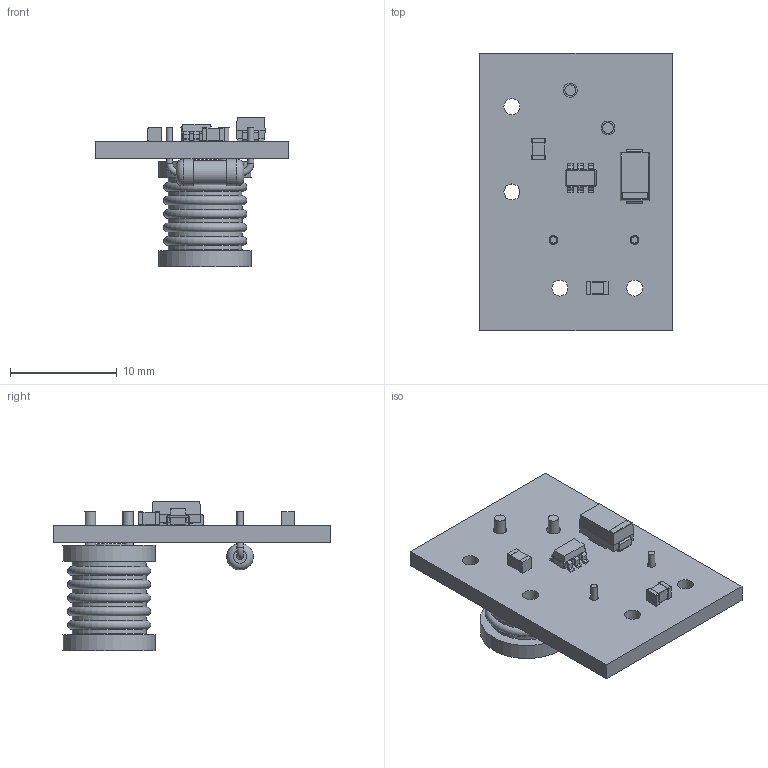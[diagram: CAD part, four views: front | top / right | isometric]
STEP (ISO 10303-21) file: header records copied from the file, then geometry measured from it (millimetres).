
FILE_DESCRIPTION(('KiCad electronic assembly'),'2;1');
FILE_NAME('Flashlight_PT4115.step','2022-05-07T19:26:10',('An Author'),( 'A Company'),'Open CASCADE STEP processor 7.5', 'KiCad to STEP converter','Unknown');
FILE_SCHEMA(('AUTOMOTIVE_DESIGN { 1 0 10303 214 1 1 1 1 }'));
Length unit declared in the file: millimetre
Products named in the file (12): Open CASCADE STEP translator 7.5 1; C_0805_2012Metric; SOLID; D_SMA; L_Radial_D8.7mm_P5.00mm_Fastron_07HCP; SOT-23-6; R_Axial_DIN0207_L6.3mm_D2.5mm_P7.62mm_Horizontal; COMPOUND
Assembly tree (12 placements, depth 3):
  Open CASCADE STEP translator 7.5 1
    C_0805_2012Metric  x2
      SOLID
    D_SMA
      SOLID
    L_Radial_D8.7mm_P5.00mm_Fastron_07HCP
      SOLID
    SOT-23-6
      SOLID
    R_Axial_DIN0207_L6.3mm_D2.5mm_P7.62mm_Horizontal
      SOLID
    COMPOUND
Bounding box: 18 x 26 x 13.97 mm (x, y, z)
Volume: 1273.2 mm3; surface area: 1915.2 mm2
Topology: 7 solids, 7 shells, 277 faces, 671 edges, 424 vertices
Faces by surface type: plane 150, cylinder 78, bspline 40, torus 9
Full cylindrical faces by diameter (mm): 0.6 x2, 0.8 x2, 1 x2, 1.3 x2, 1.5 x4, 1.74 x2, 2.25 x1, 2.5 x2, 3 x1, 6.96 x6, 8.7 x2
Entity records: 18044 total; most frequent: CARTESIAN_POINT 4235, DIRECTION 2180, LINE 1396, VECTOR 1396, ORIENTED_EDGE 1198, PCURVE 1198, DEFINITIONAL_REPRESENTATION 1198, EDGE_CURVE 599
